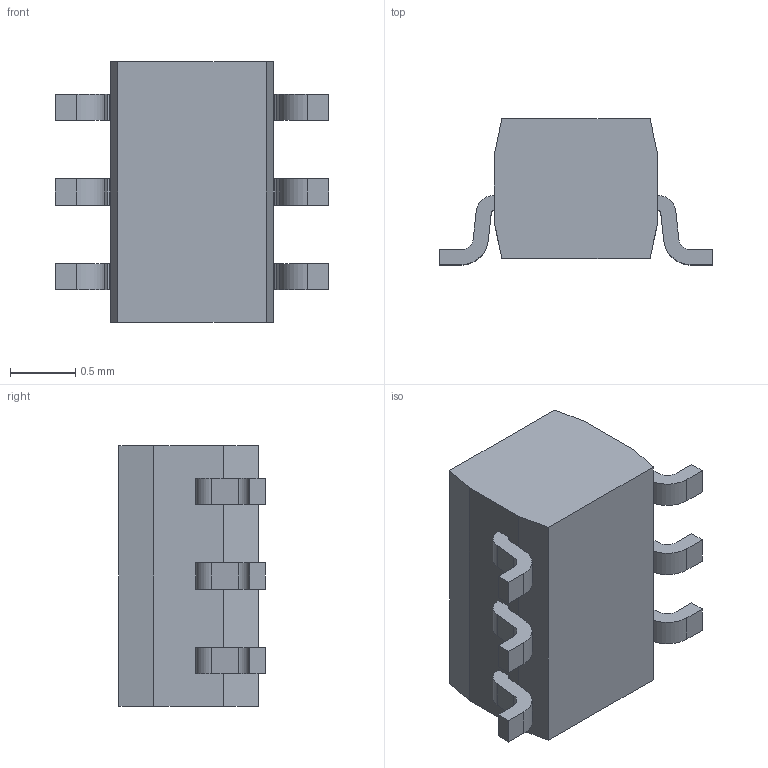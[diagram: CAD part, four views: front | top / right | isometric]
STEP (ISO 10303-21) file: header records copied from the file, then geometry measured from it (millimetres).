
FILE_DESCRIPTION (( 'STEP AP214' ), '1' );
FILE_NAME ( 'SOT65P210X112-6N.step', '2020-4-29T7:33:4', ( '' ), ( '' ), 'EDABuilder', 'EMA Design Automation', '' );
FILE_SCHEMA (( 'AUTOMOTIVE_DESIGN' ));
Length unit declared in the file: millimetre
Products named in the file (1): face1_BC
Bounding box: 2.1 x 1.12 x 2 mm (x, y, z)
Volume: 2.7 mm3; surface area: 14.4 mm2
Topology: 7 solids, 7 shells, 94 faces, 240 edges, 160 vertices
Faces by surface type: plane 70, cylinder 24
Entity records: 3031 total; most frequent: CARTESIAN_POINT 502, DIRECTION 492, ORIENTED_EDGE 480, EDGE_CURVE 240, LINE 192, VECTOR 192, VERTEX_POINT 160, AXIS2_PLACEMENT_3D 150
